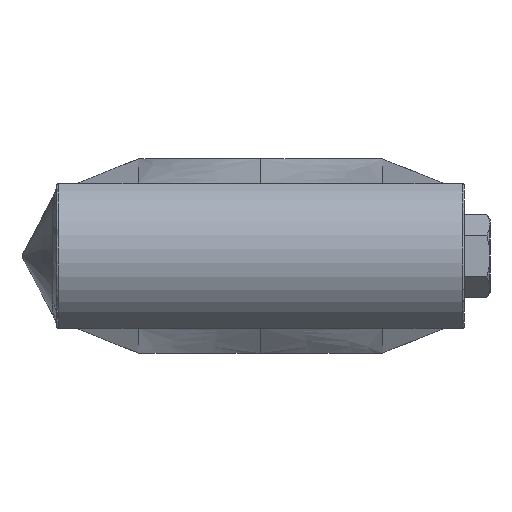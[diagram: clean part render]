
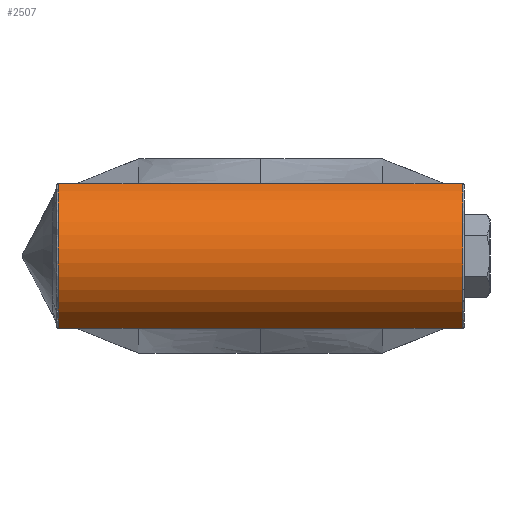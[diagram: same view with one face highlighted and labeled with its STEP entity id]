
A CAD part, left-side view. The second image highlights one B-rep face of the part: STEP entity #2507.
In plain terms, the highlighted cylindrical face has radius 12.344 mm (diameter 24.689 mm), a partial arc.
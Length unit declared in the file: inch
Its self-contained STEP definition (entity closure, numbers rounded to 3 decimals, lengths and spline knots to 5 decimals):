
#2 = EDGE_CURVE ( 'NONE', #2287, #631, #1658, .T. ) ;
#28 = DIRECTION ( 'NONE',  ( 0., -1., 0. ) ) ;
#131 = VECTOR ( 'NONE', #28, 39.37008 ) ;
#136 = CARTESIAN_POINT ( 'NONE',  ( -1.22064, 1.05033, 0.4375 ) ) ;
#167 = VERTEX_POINT ( 'NONE', #993 ) ;
#243 = EDGE_CURVE ( 'NONE', #343, #1661, #1582, .T. ) ;
#248 = CARTESIAN_POINT ( 'NONE',  ( -1.009, -0.667, 0. ) ) ;
#296 = VECTOR ( 'NONE', #2705, 39.37008 ) ;
#300 = CARTESIAN_POINT ( 'NONE',  ( -1.22064, 0.557, 0.4375 ) ) ;
#308 = EDGE_CURVE ( 'NONE', #2226, #3209, #400, .T. ) ;
#313 = DIRECTION ( 'NONE',  ( 0., 1., 0. ) ) ;
#330 = CARTESIAN_POINT ( 'NONE',  ( -1.22064, 1.297, 0.4375 ) ) ;
#343 = VERTEX_POINT ( 'NONE', #2221 ) ;
#358 = ORIENTED_EDGE ( 'NONE', *, *, #1205, .T. ) ;
#360 = CIRCLE ( 'NONE', #952, 0.486 ) ;
#400 = LINE ( 'NONE', #1905, #3122 ) ;
#452 = VECTOR ( 'NONE', #2104, 39.37008 ) ;
#459 = CARTESIAN_POINT ( 'NONE',  ( -1.22064, -0.588, -0.4375 ) ) ;
#467 = CARTESIAN_POINT ( 'NONE',  ( -1.22064, -0.557, -0.4375 ) ) ;
#476 = DIRECTION ( 'NONE',  ( 0., 0., -1. ) ) ;
#524 = CARTESIAN_POINT ( 'NONE',  ( -1.22064, 1.702, 0.4375 ) ) ;
#540 = LINE ( 'NONE', #459, #1982 ) ;
#555 = VECTOR ( 'NONE', #313, 39.37008 ) ;
#608 = DIRECTION ( 'NONE',  ( 0., 0., 1. ) ) ;
#631 = VERTEX_POINT ( 'NONE', #1976 ) ;
#636 = CARTESIAN_POINT ( 'NONE',  ( -1.22064, 0.557, -0.4375 ) ) ;
#666 = EDGE_CURVE ( 'NONE', #703, #343, #2307, .T. ) ;
#670 = FACE_OUTER_BOUND ( 'NONE', #2034, .T. ) ;
#703 = VERTEX_POINT ( 'NONE', #2059 ) ;
#763 = EDGE_CURVE ( 'NONE', #1580, #167, #540, .T. ) ;
#785 = DIRECTION ( 'NONE',  ( 0., -1., 0. ) ) ;
#786 = ORIENTED_EDGE ( 'NONE', *, *, #2188, .T. ) ;
#789 = CARTESIAN_POINT ( 'NONE',  ( -1.22064, -0.557, 0.4375 ) ) ;
#809 = VECTOR ( 'NONE', #3300, 39.37008 ) ;
#820 = CARTESIAN_POINT ( 'NONE',  ( -1.22064, 0.06367, 0.4375 ) ) ;
#894 = CARTESIAN_POINT ( 'NONE',  ( -1.22064, 0.557, 0.4375 ) ) ;
#930 = AXIS2_PLACEMENT_3D ( 'NONE', #1357, #1673, #3071 ) ;
#942 = EDGE_CURVE ( 'NONE', #2966, #2883, #1983, .T. ) ;
#952 = AXIS2_PLACEMENT_3D ( 'NONE', #248, #2018, #476 ) ;
#993 = CARTESIAN_POINT ( 'NONE',  ( -1.22064, -0.183, -0.4375 ) ) ;
#1075 = ORIENTED_EDGE ( 'NONE', *, *, #763, .F. ) ;
#1112 = CARTESIAN_POINT ( 'NONE',  ( -1.22064, 0.31033, -0.4375 ) ) ;
#1126 = CARTESIAN_POINT ( 'NONE',  ( -1.22064, -0.183, -0.4375 ) ) ;
#1205 = EDGE_CURVE ( 'NONE', #2361, #2226, #360, .T. ) ;
#1266 = ORIENTED_EDGE ( 'NONE', *, *, #3238, .F. ) ;
#1357 = CARTESIAN_POINT ( 'NONE',  ( -1.009, 1.781, 0. ) ) ;
#1381 = CARTESIAN_POINT ( 'NONE',  ( -1.22064, 0.557, 0.4375 ) ) ;
#1475 = VERTEX_POINT ( 'NONE', #636 ) ;
#1541 = CARTESIAN_POINT ( 'NONE',  ( -1.22064, 1.791, -0.4375 ) ) ;
#1555 = ORIENTED_EDGE ( 'NONE', *, *, #666, .T. ) ;
#1580 = VERTEX_POINT ( 'NONE', #467 ) ;
#1582 = LINE ( 'NONE', #3116, #131 ) ;
#1611 = CARTESIAN_POINT ( 'NONE',  ( -1.22064, -0.183, 0.4375 ) ) ;
#1658 = LINE ( 'NONE', #3203, #296 ) ;
#1661 = VERTEX_POINT ( 'NONE', #2819 ) ;
#1673 = DIRECTION ( 'NONE',  ( 0., -1., 0. ) ) ;
#1685 = ORIENTED_EDGE ( 'NONE', *, *, #1929, .T. ) ;
#1693 = ORIENTED_EDGE ( 'NONE', *, *, #243, .T. ) ;
#1704 = CARTESIAN_POINT ( 'NONE',  ( -1.22064, 0.80367, -0.4375 ) ) ;
#1803 = VERTEX_POINT ( 'NONE', #330 ) ;
#1838 = EDGE_CURVE ( 'NONE', #1475, #167, #1965, .T. ) ;
#1854 = CARTESIAN_POINT ( 'NONE',  ( -1.22064, -0.677, -0.4375 ) ) ;
#1874 = ORIENTED_EDGE ( 'NONE', *, *, #942, .F. ) ;
#1878 = CARTESIAN_POINT ( 'NONE',  ( -1.22064, -0.667, -0.4375 ) ) ;
#1905 = CARTESIAN_POINT ( 'NONE',  ( -1.22064, -0.677, 0.4375 ) ) ;
#1919 = LINE ( 'NONE', #1854, #555 ) ;
#1929 = EDGE_CURVE ( 'NONE', #3209, #2883, #2139, .T. ) ;
#1965 = B_SPLINE_CURVE_WITH_KNOTS ( 'NONE', 3,
 ( #2399, #1112, #2675, #1126 ),
 .UNSPECIFIED., .F., .F.,
 ( 4, 4 ),
 ( 0., 1. ),
 .UNSPECIFIED. ) ;
#1970 = CARTESIAN_POINT ( 'NONE',  ( -1.22064, 1.05033, -0.4375 ) ) ;
#1976 = CARTESIAN_POINT ( 'NONE',  ( -1.22064, 1.671, 0.4375 ) ) ;
#1982 = VECTOR ( 'NONE', #2548, 39.37008 ) ;
#1983 = B_SPLINE_CURVE_WITH_KNOTS ( 'NONE', 3,
 ( #300, #2334, #820, #2102 ),
 .UNSPECIFIED., .F., .F.,
 ( 4, 4 ),
 ( 0., 1. ),
 .UNSPECIFIED. ) ;
#2018 = DIRECTION ( 'NONE',  ( 0., 1., 0. ) ) ;
#2029 = ORIENTED_EDGE ( 'NONE', *, *, #2, .F. ) ;
#2034 = EDGE_LOOP ( 'NONE', ( #2029, #786, #1555, #1693, #2486, #2761, #1075, #3079, #358, #2758, #1685, #1874, #2229, #1266 ) ) ;
#2059 = CARTESIAN_POINT ( 'NONE',  ( -1.22064, 1.781, -0.4375 ) ) ;
#2065 = B_SPLINE_CURVE_WITH_KNOTS ( 'NONE', 3,
 ( #3228, #1704, #1970, #2234 ),
 .UNSPECIFIED., .F., .F.,
 ( 4, 4 ),
 ( 0., 1. ),
 .UNSPECIFIED. ) ;
#2102 = CARTESIAN_POINT ( 'NONE',  ( -1.22064, -0.183, 0.4375 ) ) ;
#2104 = DIRECTION ( 'NONE',  ( 0., -1., 0. ) ) ;
#2139 = LINE ( 'NONE', #3067, #809 ) ;
#2158 = DIRECTION ( 'NONE',  ( 0., 1., 0. ) ) ;
#2188 = EDGE_CURVE ( 'NONE', #2287, #703, #3135, .T. ) ;
#2221 = CARTESIAN_POINT ( 'NONE',  ( -1.22064, 1.671, -0.4375 ) ) ;
#2226 = VERTEX_POINT ( 'NONE', #2395 ) ;
#2229 = ORIENTED_EDGE ( 'NONE', *, *, #3004, .T. ) ;
#2234 = CARTESIAN_POINT ( 'NONE',  ( -1.22064, 1.297, -0.4375 ) ) ;
#2287 = VERTEX_POINT ( 'NONE', #2917 ) ;
#2307 = LINE ( 'NONE', #1541, #2437 ) ;
#2334 = CARTESIAN_POINT ( 'NONE',  ( -1.22064, 0.31033, 0.4375 ) ) ;
#2346 = B_SPLINE_CURVE_WITH_KNOTS ( 'NONE', 3,
 ( #1381, #3182, #136, #2676 ),
 .UNSPECIFIED., .F., .F.,
 ( 4, 4 ),
 ( 0., 1. ),
 .UNSPECIFIED. ) ;
#2361 = VERTEX_POINT ( 'NONE', #1878 ) ;
#2367 = AXIS2_PLACEMENT_3D ( 'NONE', #2447, #2158, #608 ) ;
#2395 = CARTESIAN_POINT ( 'NONE',  ( -1.22064, -0.667, 0.4375 ) ) ;
#2399 = CARTESIAN_POINT ( 'NONE',  ( -1.22064, 0.557, -0.4375 ) ) ;
#2437 = VECTOR ( 'NONE', #785, 39.37008 ) ;
#2447 = CARTESIAN_POINT ( 'NONE',  ( -1.009, -0.588, 0. ) ) ;
#2486 = ORIENTED_EDGE ( 'NONE', *, *, #2645, .F. ) ;
#2507 = ADVANCED_FACE ( 'NONE', ( #670 ), #2767, .T. ) ;
#2548 = DIRECTION ( 'NONE',  ( 0., 1., 0. ) ) ;
#2645 = EDGE_CURVE ( 'NONE', #1475, #1661, #2065, .T. ) ;
#2675 = CARTESIAN_POINT ( 'NONE',  ( -1.22064, 0.06367, -0.4375 ) ) ;
#2676 = CARTESIAN_POINT ( 'NONE',  ( -1.22064, 1.297, 0.4375 ) ) ;
#2693 = DIRECTION ( 'NONE',  ( 0., 1., 0. ) ) ;
#2705 = DIRECTION ( 'NONE',  ( 0., -1., 0. ) ) ;
#2758 = ORIENTED_EDGE ( 'NONE', *, *, #308, .T. ) ;
#2761 = ORIENTED_EDGE ( 'NONE', *, *, #1838, .T. ) ;
#2767 = CYLINDRICAL_SURFACE ( 'NONE', #2367, 0.486 ) ;
#2819 = CARTESIAN_POINT ( 'NONE',  ( -1.22064, 1.297, -0.4375 ) ) ;
#2852 = EDGE_CURVE ( 'NONE', #2361, #1580, #1919, .T. ) ;
#2883 = VERTEX_POINT ( 'NONE', #1611 ) ;
#2917 = CARTESIAN_POINT ( 'NONE',  ( -1.22064, 1.781, 0.4375 ) ) ;
#2966 = VERTEX_POINT ( 'NONE', #894 ) ;
#3004 = EDGE_CURVE ( 'NONE', #2966, #1803, #2346, .T. ) ;
#3067 = CARTESIAN_POINT ( 'NONE',  ( -1.22064, -0.588, 0.4375 ) ) ;
#3071 = DIRECTION ( 'NONE',  ( 0., 0., 1. ) ) ;
#3079 = ORIENTED_EDGE ( 'NONE', *, *, #2852, .F. ) ;
#3116 = CARTESIAN_POINT ( 'NONE',  ( -1.22064, 1.702, -0.4375 ) ) ;
#3122 = VECTOR ( 'NONE', #2693, 39.37008 ) ;
#3135 = CIRCLE ( 'NONE', #930, 0.486 ) ;
#3182 = CARTESIAN_POINT ( 'NONE',  ( -1.22064, 0.80367, 0.4375 ) ) ;
#3203 = CARTESIAN_POINT ( 'NONE',  ( -1.22064, 1.791, 0.4375 ) ) ;
#3209 = VERTEX_POINT ( 'NONE', #789 ) ;
#3228 = CARTESIAN_POINT ( 'NONE',  ( -1.22064, 0.557, -0.4375 ) ) ;
#3238 = EDGE_CURVE ( 'NONE', #631, #1803, #3281, .T. ) ;
#3281 = LINE ( 'NONE', #524, #452 ) ;
#3300 = DIRECTION ( 'NONE',  ( 0., 1., 0. ) ) ;
